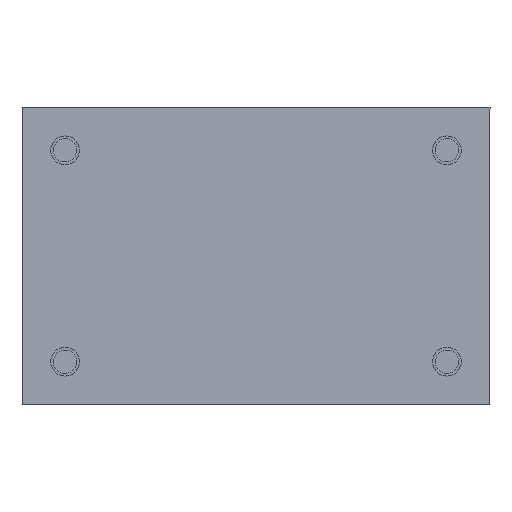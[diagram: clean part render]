
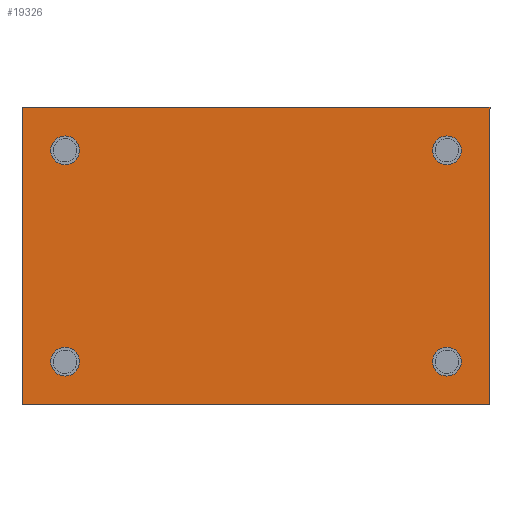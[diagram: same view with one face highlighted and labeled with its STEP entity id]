
A CAD part, front view. The second image highlights one B-rep face of the part: STEP entity #19326.
In plain terms, the highlighted planar face has unit normal (0, -1, 0).
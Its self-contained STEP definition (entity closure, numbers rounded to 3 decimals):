
#358 = CARTESIAN_POINT ( 'NONE',  ( 51.406, 13.272, 29.348 ) ) ;
#400 = CARTESIAN_POINT ( 'NONE',  ( 46.072, 13.272, 34.682 ) ) ;
#532 = DIRECTION ( 'NONE',  ( 1., 0., 0. ) ) ;
#628 = PLANE ( 'NONE',  #3099 ) ;
#665 = ORIENTED_EDGE ( 'NONE', *, *, #8718, .F. ) ;
#816 = CIRCLE ( 'NONE', #11256, 1.778 ) ;
#888 = EDGE_CURVE ( 'NONE', #24087, #20613, #20481, .T. ) ;
#1004 = ORIENTED_EDGE ( 'NONE', *, *, #10967, .F. ) ;
#1590 = ORIENTED_EDGE ( 'NONE', *, *, #2936, .F. ) ;
#2376 = ORIENTED_EDGE ( 'NONE', *, *, #13761, .F. ) ;
#2637 = VERTEX_POINT ( 'NONE', #8540 ) ;
#2713 = AXIS2_PLACEMENT_3D ( 'NONE', #24236, #20033, #24128 ) ;
#2721 = CARTESIAN_POINT ( 'NONE',  ( -2.95, 13.272, 34.682 ) ) ;
#2857 = VERTEX_POINT ( 'NONE', #21757 ) ;
#2936 = EDGE_CURVE ( 'NONE', #10711, #14552, #816, .T. ) ;
#3004 = CARTESIAN_POINT ( 'NONE',  ( 0.606, 13.272, 60.844 ) ) ;
#3099 = AXIS2_PLACEMENT_3D ( 'NONE', #6686, #12433, #6583 ) ;
#3199 = DIRECTION ( 'NONE',  ( 0., 0., 1. ) ) ;
#3508 = DIRECTION ( 'NONE',  ( 0., -1., 0. ) ) ;
#4317 = DIRECTION ( 'NONE',  ( 0., -1., 0. ) ) ;
#4606 = EDGE_LOOP ( 'NONE', ( #16371, #665 ) ) ;
#5103 = EDGE_LOOP ( 'NONE', ( #1590, #8839 ) ) ;
#5545 = DIRECTION ( 'NONE',  ( 1., 0., 0. ) ) ;
#5814 = CARTESIAN_POINT ( 'NONE',  ( 51.406, 13.272, 66.178 ) ) ;
#5987 = VECTOR ( 'NONE', #12258, 1000. ) ;
#6086 = CARTESIAN_POINT ( 'NONE',  ( 51.406, 13.272, 66.178 ) ) ;
#6103 = AXIS2_PLACEMENT_3D ( 'NONE', #24157, #3508, #5545 ) ;
#6181 = DIRECTION ( 'NONE',  ( 1., 0., 0. ) ) ;
#6583 = DIRECTION ( 'NONE',  ( -1., 0., 0. ) ) ;
#6686 = CARTESIAN_POINT ( 'NONE',  ( 51.406, 13.272, 66.178 ) ) ;
#6707 = AXIS2_PLACEMENT_3D ( 'NONE', #7962, #4317, #532 ) ;
#7615 = DIRECTION ( 'NONE',  ( 1., 0., 0. ) ) ;
#7745 = AXIS2_PLACEMENT_3D ( 'NONE', #10898, #22757, #20899 ) ;
#7962 = CARTESIAN_POINT ( 'NONE',  ( 46.072, 13.272, 60.844 ) ) ;
#8409 = EDGE_CURVE ( 'NONE', #15836, #2637, #17489, .T. ) ;
#8540 = CARTESIAN_POINT ( 'NONE',  ( 44.294, 13.272, 34.682 ) ) ;
#8718 = EDGE_CURVE ( 'NONE', #15785, #22853, #22311, .T. ) ;
#8839 = ORIENTED_EDGE ( 'NONE', *, *, #22246, .F. ) ;
#8877 = EDGE_LOOP ( 'NONE', ( #2376, #12182, #10425, #10682 ) ) ;
#9063 = CIRCLE ( 'NONE', #6707, 1.778 ) ;
#9629 = VERTEX_POINT ( 'NONE', #13047 ) ;
#9902 = CARTESIAN_POINT ( 'NONE',  ( 46.072, 13.272, 34.682 ) ) ;
#10010 = EDGE_CURVE ( 'NONE', #14587, #2857, #16570, .T. ) ;
#10063 = FACE_BOUND ( 'NONE', #11942, .T. ) ;
#10425 = ORIENTED_EDGE ( 'NONE', *, *, #10010, .F. ) ;
#10682 = ORIENTED_EDGE ( 'NONE', *, *, #11230, .F. ) ;
#10711 = VERTEX_POINT ( 'NONE', #3004 ) ;
#10898 = CARTESIAN_POINT ( 'NONE',  ( -1.172, 13.272, 60.844 ) ) ;
#10967 = EDGE_CURVE ( 'NONE', #2637, #15836, #24700, .T. ) ;
#11230 = EDGE_CURVE ( 'NONE', #17689, #14587, #13870, .T. ) ;
#11256 = AXIS2_PLACEMENT_3D ( 'NONE', #19895, #19509, #13634 ) ;
#11592 = LINE ( 'NONE', #6086, #12840 ) ;
#11942 = EDGE_LOOP ( 'NONE', ( #20925, #17293 ) ) ;
#12060 = CARTESIAN_POINT ( 'NONE',  ( -2.95, 13.272, 60.844 ) ) ;
#12067 = FACE_BOUND ( 'NONE', #4606, .T. ) ;
#12182 = ORIENTED_EDGE ( 'NONE', *, *, #12779, .F. ) ;
#12189 = FACE_BOUND ( 'NONE', #5103, .T. ) ;
#12258 = DIRECTION ( 'NONE',  ( -1., 0., 0. ) ) ;
#12433 = DIRECTION ( 'NONE',  ( 0., 1., 0. ) ) ;
#12779 = EDGE_CURVE ( 'NONE', #2857, #9629, #11592, .T. ) ;
#12840 = VECTOR ( 'NONE', #17060, 1000. ) ;
#13047 = CARTESIAN_POINT ( 'NONE',  ( 51.406, 13.272, 66.178 ) ) ;
#13558 = CARTESIAN_POINT ( 'NONE',  ( 47.85, 13.272, 60.844 ) ) ;
#13634 = DIRECTION ( 'NONE',  ( 1., 0., 0. ) ) ;
#13761 = EDGE_CURVE ( 'NONE', #9629, #17689, #21186, .T. ) ;
#13870 = LINE ( 'NONE', #23360, #5987 ) ;
#13914 = AXIS2_PLACEMENT_3D ( 'NONE', #9902, #23265, #6181 ) ;
#14184 = ORIENTED_EDGE ( 'NONE', *, *, #8409, .F. ) ;
#14552 = VERTEX_POINT ( 'NONE', #12060 ) ;
#14587 = VERTEX_POINT ( 'NONE', #14880 ) ;
#14880 = CARTESIAN_POINT ( 'NONE',  ( -6.506, 13.272, 29.348 ) ) ;
#14896 = CIRCLE ( 'NONE', #7745, 1.778 ) ;
#15008 = DIRECTION ( 'NONE',  ( 0., -1., 0. ) ) ;
#15646 = DIRECTION ( 'NONE',  ( 0., 0., -1. ) ) ;
#15785 = VERTEX_POINT ( 'NONE', #2721 ) ;
#15836 = VERTEX_POINT ( 'NONE', #18741 ) ;
#16371 = ORIENTED_EDGE ( 'NONE', *, *, #20861, .F. ) ;
#16515 = DIRECTION ( 'NONE',  ( 1., 0., 0. ) ) ;
#16570 = LINE ( 'NONE', #24208, #23491 ) ;
#17044 = EDGE_LOOP ( 'NONE', ( #14184, #1004 ) ) ;
#17060 = DIRECTION ( 'NONE',  ( 1., 0., 0. ) ) ;
#17208 = DIRECTION ( 'NONE',  ( 0., -1., 0. ) ) ;
#17293 = ORIENTED_EDGE ( 'NONE', *, *, #888, .F. ) ;
#17489 = CIRCLE ( 'NONE', #20694, 1.778 ) ;
#17583 = VECTOR ( 'NONE', #15646, 1000. ) ;
#17689 = VERTEX_POINT ( 'NONE', #358 ) ;
#18159 = EDGE_CURVE ( 'NONE', #20613, #24087, #9063, .T. ) ;
#18741 = CARTESIAN_POINT ( 'NONE',  ( 47.85, 13.272, 34.682 ) ) ;
#18829 = CIRCLE ( 'NONE', #21628, 1.778 ) ;
#19326 = ADVANCED_FACE ( 'NONE', ( #10063, #23290, #12067, #12189, #20066 ), #628, .F. ) ;
#19509 = DIRECTION ( 'NONE',  ( 0., -1., 0. ) ) ;
#19895 = CARTESIAN_POINT ( 'NONE',  ( -1.172, 13.272, 60.844 ) ) ;
#20033 = DIRECTION ( 'NONE',  ( 0., -1., 0. ) ) ;
#20066 = FACE_OUTER_BOUND ( 'NONE', #8877, .T. ) ;
#20481 = CIRCLE ( 'NONE', #6103, 1.778 ) ;
#20613 = VERTEX_POINT ( 'NONE', #13558 ) ;
#20694 = AXIS2_PLACEMENT_3D ( 'NONE', #400, #17208, #7615 ) ;
#20704 = CARTESIAN_POINT ( 'NONE',  ( 0.606, 13.272, 34.682 ) ) ;
#20861 = EDGE_CURVE ( 'NONE', #22853, #15785, #18829, .T. ) ;
#20899 = DIRECTION ( 'NONE',  ( 1., 0., 0. ) ) ;
#20924 = CARTESIAN_POINT ( 'NONE',  ( -1.172, 13.272, 34.682 ) ) ;
#20925 = ORIENTED_EDGE ( 'NONE', *, *, #18159, .F. ) ;
#21100 = CARTESIAN_POINT ( 'NONE',  ( 44.294, 13.272, 60.844 ) ) ;
#21186 = LINE ( 'NONE', #5814, #17583 ) ;
#21628 = AXIS2_PLACEMENT_3D ( 'NONE', #20924, #15008, #16515 ) ;
#21757 = CARTESIAN_POINT ( 'NONE',  ( -6.506, 13.272, 66.178 ) ) ;
#22246 = EDGE_CURVE ( 'NONE', #14552, #10711, #14896, .T. ) ;
#22311 = CIRCLE ( 'NONE', #2713, 1.778 ) ;
#22757 = DIRECTION ( 'NONE',  ( 0., -1., 0. ) ) ;
#22853 = VERTEX_POINT ( 'NONE', #20704 ) ;
#23265 = DIRECTION ( 'NONE',  ( 0., -1., 0. ) ) ;
#23290 = FACE_BOUND ( 'NONE', #17044, .T. ) ;
#23360 = CARTESIAN_POINT ( 'NONE',  ( 51.406, 13.272, 29.348 ) ) ;
#23491 = VECTOR ( 'NONE', #3199, 1000. ) ;
#24087 = VERTEX_POINT ( 'NONE', #21100 ) ;
#24128 = DIRECTION ( 'NONE',  ( 1., 0., 0. ) ) ;
#24157 = CARTESIAN_POINT ( 'NONE',  ( 46.072, 13.272, 60.844 ) ) ;
#24208 = CARTESIAN_POINT ( 'NONE',  ( -6.506, 13.272, 66.178 ) ) ;
#24236 = CARTESIAN_POINT ( 'NONE',  ( -1.172, 13.272, 34.682 ) ) ;
#24700 = CIRCLE ( 'NONE', #13914, 1.778 ) ;
